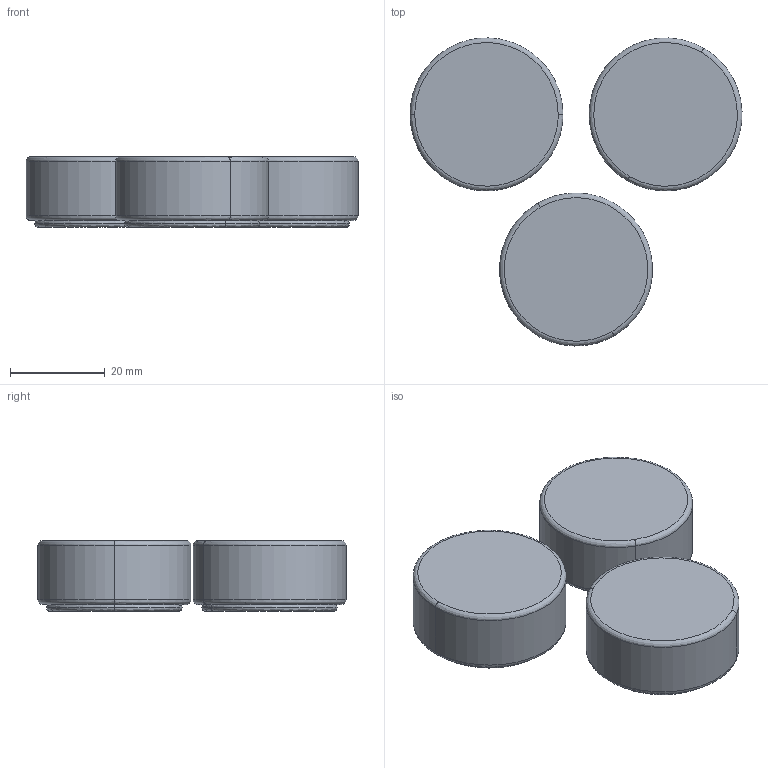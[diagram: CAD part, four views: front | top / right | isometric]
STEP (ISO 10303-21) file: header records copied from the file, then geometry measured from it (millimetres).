
FILE_DESCRIPTION(/* description */ (''),/* implementation_level */ '2;1');
FILE_NAME(/* name */ 'ALPHA DELTA',/* time_stamp */ '2018-02-02T17:58:51+01:00',/* author */ (''),/* organization */ (''),/* preprocessor_version */ 'ST-DEVELOPER v15',/* originating_system */ '',/* authorisation */ '');
FILE_SCHEMA (('AUTOMOTIVE_DESIGN'));
Length unit declared in the file: millimetre
Products named in the file (1): Document
Bounding box: 70.09 x 65.03 x 14.93 mm (x, y, z)
Volume: 33567.6 mm3; surface area: 9974 mm2
Topology: 6 solids, 6 shells, 36 faces, 83 edges, 53 vertices
Faces by surface type: bspline 30, plane 6
Entity records: 2029 total; most frequent: CARTESIAN_POINT 1488, ORIENTED_EDGE 132, EDGE_CURVE 66, ADVANCED_FACE 36, FACE_OUTER_BOUND 36, EDGE_LOOP 36, VERTEX_POINT 36, COLOUR_RGB 23
